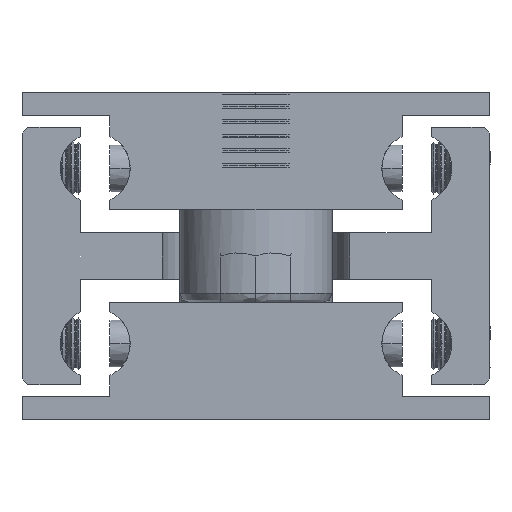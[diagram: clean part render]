
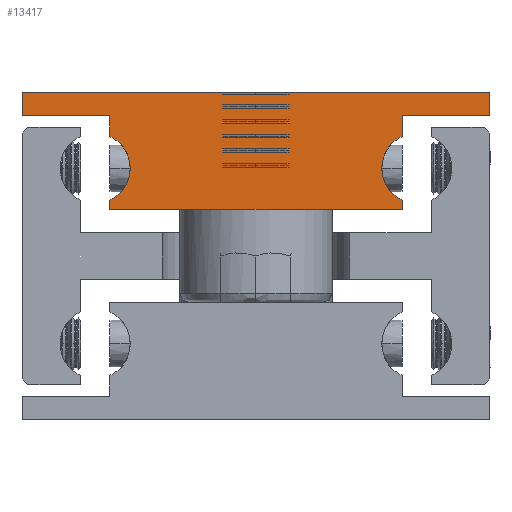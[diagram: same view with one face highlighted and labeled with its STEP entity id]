
A CAD part, front view. The second image highlights one B-rep face of the part: STEP entity #13417.
In plain terms, the highlighted planar face has unit normal (0, -1, 0).
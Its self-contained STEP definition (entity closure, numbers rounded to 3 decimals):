
#10876=CARTESIAN_POINT('',(-10.75,-525.0,0.));
#10877=VERTEX_POINT('',#10876);
#10886=CARTESIAN_POINT('',(-12.5,-525.0,2.727));
#10887=VERTEX_POINT('',#10886);
#10888=CARTESIAN_POINT('',(-13.75,-525.0,0.0));
#10889=DIRECTION('',(0.0,1.0,0.0));
#10890=DIRECTION('',(1.0,0.0,0.0));
#10891=AXIS2_PLACEMENT_3D('',#10888,#10889,#10890);
#10892=CIRCLE('',#10891,3.0);
#10893=EDGE_CURVE('',#10887,#10877,#10892,.T.);
#11018=CARTESIAN_POINT('',(12.5,-525.0,2.727));
#11019=VERTEX_POINT('',#11018);
#11026=CARTESIAN_POINT('',(10.75,-525.0,0.));
#11027=VERTEX_POINT('',#11026);
#11028=CARTESIAN_POINT('',(13.75,-525.0,0.0));
#11029=DIRECTION('',(0.0,1.0,0.0));
#11030=DIRECTION('',(1.0,0.0,0.0));
#11031=AXIS2_PLACEMENT_3D('',#11028,#11029,#11030);
#11032=CIRCLE('',#11031,3.0);
#11033=EDGE_CURVE('',#11027,#11019,#11032,.T.);
#11903=CARTESIAN_POINT('',(0.,-525.0,-3.5));
#11904=VERTEX_POINT('',#11903);
#12536=CARTESIAN_POINT('',(12.5,-525.0,-3.5));
#12537=VERTEX_POINT('',#12536);
#12544=CARTESIAN_POINT('',(12.5,-525.0,-3.5));
#12545=DIRECTION('',(-1.0,0.0,0.0));
#12546=VECTOR('',#12545,12.5);
#12547=LINE('',#12544,#12546);
#12548=EDGE_CURVE('',#12537,#11904,#12547,.T.);
#12553=CARTESIAN_POINT('',(-12.5,-525.0,-3.5));
#12554=VERTEX_POINT('',#12553);
#12555=CARTESIAN_POINT('',(0.,-525.0,-3.5));
#12556=DIRECTION('',(-1.0,0.0,0.0));
#12557=VECTOR('',#12556,12.5);
#12558=LINE('',#12555,#12557);
#12559=EDGE_CURVE('',#11904,#12554,#12558,.T.);
#13022=CARTESIAN_POINT('',(12.5,-525.0,4.5));
#13023=VERTEX_POINT('',#13022);
#13030=CARTESIAN_POINT('',(12.5,-525.0,4.5));
#13031=DIRECTION('',(0.,0.0,-1.));
#13032=VECTOR('',#13031,1.773);
#13033=LINE('',#13030,#13032);
#13034=EDGE_CURVE('',#13023,#11019,#13033,.T.);
#13047=CARTESIAN_POINT('',(12.5,-525.0,-2.727));
#13048=VERTEX_POINT('',#13047);
#13055=CARTESIAN_POINT('',(12.5,-525.0,-2.727));
#13056=DIRECTION('',(0.0,0.0,-1.0));
#13057=VECTOR('',#13056,0.773);
#13058=LINE('',#13055,#13057);
#13059=EDGE_CURVE('',#13048,#12537,#13058,.T.);
#13088=CARTESIAN_POINT('',(13.75,-525.0,0.0));
#13089=DIRECTION('',(0.0,1.0,0.0));
#13090=DIRECTION('',(1.0,0.0,0.0));
#13091=AXIS2_PLACEMENT_3D('',#13088,#13089,#13090);
#13092=CIRCLE('',#13091,3.0);
#13093=EDGE_CURVE('',#13048,#11027,#13092,.T.);
#13128=CARTESIAN_POINT('',(-12.5,-525.0,-2.727));
#13129=VERTEX_POINT('',#13128);
#13136=CARTESIAN_POINT('',(-13.75,-525.0,0.0));
#13137=DIRECTION('',(0.0,1.0,0.0));
#13138=DIRECTION('',(1.0,0.0,0.0));
#13139=AXIS2_PLACEMENT_3D('',#13136,#13137,#13138);
#13140=CIRCLE('',#13139,3.0);
#13141=EDGE_CURVE('',#10877,#13129,#13140,.T.);
#13221=CARTESIAN_POINT('',(-12.5,-525.0,-3.5));
#13222=DIRECTION('',(0.0,0.0,1.0));
#13223=VECTOR('',#13222,0.773);
#13224=LINE('',#13221,#13223);
#13225=EDGE_CURVE('',#12554,#13129,#13224,.T.);
#13236=CARTESIAN_POINT('',(-12.5,-525.0,4.5));
#13237=VERTEX_POINT('',#13236);
#13238=CARTESIAN_POINT('',(-12.5,-525.0,2.727));
#13239=DIRECTION('',(0.0,0.0,1.0));
#13240=VECTOR('',#13239,1.773);
#13241=LINE('',#13238,#13240);
#13242=EDGE_CURVE('',#10887,#13237,#13241,.T.);
#13260=CARTESIAN_POINT('',(20.,-525.0,4.5));
#13261=VERTEX_POINT('',#13260);
#13268=CARTESIAN_POINT('',(20.,-525.0,4.5));
#13269=DIRECTION('',(-1.0,0.0,0.0));
#13270=VECTOR('',#13269,7.5);
#13271=LINE('',#13268,#13270);
#13272=EDGE_CURVE('',#13261,#13023,#13271,.T.);
#13284=CARTESIAN_POINT('',(20.,-525.0,6.5));
#13285=VERTEX_POINT('',#13284);
#13292=CARTESIAN_POINT('',(20.,-525.0,6.5));
#13293=DIRECTION('',(0.0,0.0,-1.0));
#13294=VECTOR('',#13293,2.0);
#13295=LINE('',#13292,#13294);
#13296=EDGE_CURVE('',#13285,#13261,#13295,.T.);
#13308=CARTESIAN_POINT('',(-20.,-525.0,6.5));
#13309=VERTEX_POINT('',#13308);
#13316=CARTESIAN_POINT('',(-20.,-525.0,6.5));
#13317=DIRECTION('',(1.0,0.0,0.0));
#13318=VECTOR('',#13317,40.);
#13319=LINE('',#13316,#13318);
#13320=EDGE_CURVE('',#13309,#13285,#13319,.T.);
#13360=CARTESIAN_POINT('',(-20.,-525.0,4.5));
#13361=VERTEX_POINT('',#13360);
#13368=CARTESIAN_POINT('',(-20.,-525.0,4.5));
#13369=DIRECTION('',(0.0,0.0,1.0));
#13370=VECTOR('',#13369,2.0);
#13371=LINE('',#13368,#13370);
#13372=EDGE_CURVE('',#13361,#13309,#13371,.T.);
#13385=CARTESIAN_POINT('',(-12.5,-525.0,4.5));
#13386=DIRECTION('',(-1.0,0.0,0.0));
#13387=VECTOR('',#13386,7.5);
#13388=LINE('',#13385,#13387);
#13389=EDGE_CURVE('',#13237,#13361,#13388,.T.);
#13395=CARTESIAN_POINT('',(0.,-525.0,2.7));
#13396=DIRECTION('',(0.0,1.0,0.0));
#13397=DIRECTION('',(0.0,0.0,1.0));
#13398=AXIS2_PLACEMENT_3D('',#13395,#13396,#13397);
#13399=PLANE('',#13398);
#13400=ORIENTED_EDGE('',*,*,#13093,.T.);
#13401=ORIENTED_EDGE('',*,*,#11033,.T.);
#13402=ORIENTED_EDGE('',*,*,#13034,.F.);
#13403=ORIENTED_EDGE('',*,*,#13272,.F.);
#13404=ORIENTED_EDGE('',*,*,#13296,.F.);
#13405=ORIENTED_EDGE('',*,*,#13320,.F.);
#13406=ORIENTED_EDGE('',*,*,#13372,.F.);
#13407=ORIENTED_EDGE('',*,*,#13389,.F.);
#13408=ORIENTED_EDGE('',*,*,#13242,.F.);
#13409=ORIENTED_EDGE('',*,*,#10893,.T.);
#13410=ORIENTED_EDGE('',*,*,#13141,.T.);
#13411=ORIENTED_EDGE('',*,*,#13225,.F.);
#13412=ORIENTED_EDGE('',*,*,#12559,.F.);
#13413=ORIENTED_EDGE('',*,*,#12548,.F.);
#13414=ORIENTED_EDGE('',*,*,#13059,.F.);
#13415=EDGE_LOOP('',(#13400,#13401,#13402,#13403,#13404,#13405,#13406,#13407,#13408,#13409,#13410,#13411,#13412,#13413,#13414));
#13416=FACE_OUTER_BOUND('',#13415,.T.);
#13417=ADVANCED_FACE('',(#13416),#13399,.F.);
